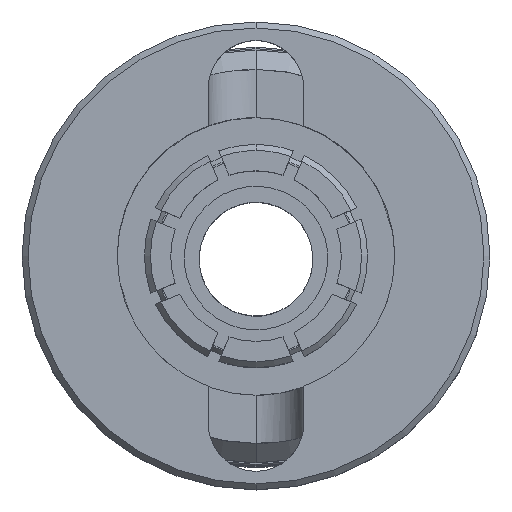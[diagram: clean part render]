
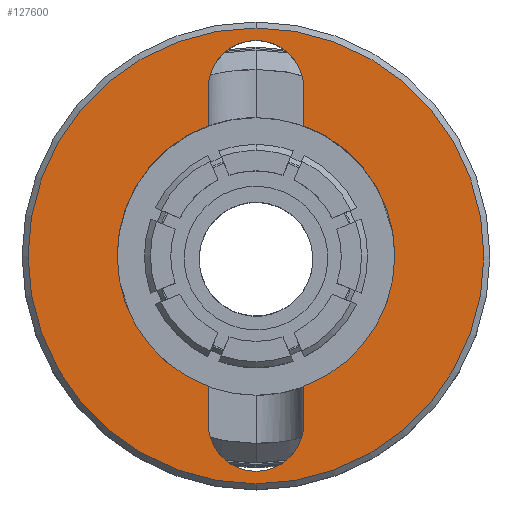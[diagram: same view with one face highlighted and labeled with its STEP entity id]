
A CAD part, top view. The second image highlights one B-rep face of the part: STEP entity #127600.
In plain terms, the highlighted planar face has unit normal (0, 0, 1).
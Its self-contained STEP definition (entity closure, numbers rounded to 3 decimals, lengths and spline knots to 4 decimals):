
#4006 = ORIENTED_EDGE ( 'NONE', *, *, #36753, .F. ) ;
#6751 = EDGE_CURVE ( 'NONE', #130328, #114822, #138987, .T. ) ;
#7544 = VECTOR ( 'NONE', #53573, 1000. ) ;
#8203 = ORIENTED_EDGE ( 'NONE', *, *, #150993, .F. ) ;
#11151 = CARTESIAN_POINT ( 'NONE',  ( -0.8, 2.1777, 20.45 ) ) ;
#12297 = LINE ( 'NONE', #143268, #7544 ) ;
#15471 = DIRECTION ( 'NONE',  ( 1., 0., 0. ) ) ;
#19236 = DIRECTION ( 'NONE',  ( 0., 0., -1. ) ) ;
#22226 = CARTESIAN_POINT ( 'NONE',  ( 0., 0., 20.45 ) ) ;
#23139 = DIRECTION ( 'NONE',  ( 0., -1., 0. ) ) ;
#23288 = CARTESIAN_POINT ( 'NONE',  ( 0.8, -2.8, 20.45 ) ) ;
#23474 = DIRECTION ( 'NONE',  ( 0., 0., -1. ) ) ;
#26134 = EDGE_CURVE ( 'NONE', #114822, #130328, #49182, .T. ) ;
#26446 = DIRECTION ( 'NONE',  ( 0., 0., 1. ) ) ;
#27409 = CARTESIAN_POINT ( 'NONE',  ( 0., 0., 20.45 ) ) ;
#30856 = DIRECTION ( 'NONE',  ( 0., 1., 0. ) ) ;
#30985 = ORIENTED_EDGE ( 'NONE', *, *, #81603, .F. ) ;
#31460 = CARTESIAN_POINT ( 'NONE',  ( 0., -3.81, 20.45 ) ) ;
#34307 = VERTEX_POINT ( 'NONE', #96108 ) ;
#34752 = VERTEX_POINT ( 'NONE', #148166 ) ;
#36729 = PLANE ( 'NONE',  #89658 ) ;
#36753 = EDGE_CURVE ( 'NONE', #107849, #34307, #12297, .T. ) ;
#36977 = EDGE_CURVE ( 'NONE', #40243, #53935, #99995, .T. ) ;
#37011 = EDGE_LOOP ( 'NONE', ( #85541, #157295, #30985, #8203, #163377, #48818, #153945, #4006 ) ) ;
#38736 = AXIS2_PLACEMENT_3D ( 'NONE', #131054, #26446, #77120 ) ;
#40243 = VERTEX_POINT ( 'NONE', #135952 ) ;
#40544 = CARTESIAN_POINT ( 'NONE',  ( 0.8, 2.1777, 20.45 ) ) ;
#48818 = ORIENTED_EDGE ( 'NONE', *, *, #36977, .F. ) ;
#49182 = CIRCLE ( 'NONE', #62447, 3.81 ) ;
#49800 = VERTEX_POINT ( 'NONE', #79726 ) ;
#50647 = DIRECTION ( 'NONE',  ( 0., 1., 0. ) ) ;
#53573 = DIRECTION ( 'NONE',  ( 0., 1., 0. ) ) ;
#53935 = VERTEX_POINT ( 'NONE', #11151 ) ;
#56110 = DIRECTION ( 'NONE',  ( 0., 0., 1. ) ) ;
#60675 = VECTOR ( 'NONE', #23139, 1000. ) ;
#62447 = AXIS2_PLACEMENT_3D ( 'NONE', #74105, #124793, #99855 ) ;
#65006 = EDGE_LOOP ( 'NONE', ( #107661, #94379 ) ) ;
#65622 = DIRECTION ( 'NONE',  ( 0., 0., 1. ) ) ;
#69256 = EDGE_CURVE ( 'NONE', #34307, #40243, #154581, .T. ) ;
#70385 = EDGE_CURVE ( 'NONE', #49800, #150779, #163637, .T. ) ;
#70803 = AXIS2_PLACEMENT_3D ( 'NONE', #118087, #19236, #30856 ) ;
#74105 = CARTESIAN_POINT ( 'NONE',  ( 0., 0., 20.45 ) ) ;
#77120 = DIRECTION ( 'NONE',  ( 1., 0., 0. ) ) ;
#77539 = CARTESIAN_POINT ( 'NONE',  ( 0., 3.81, 20.45 ) ) ;
#79726 = CARTESIAN_POINT ( 'NONE',  ( 0.8, -2.8, 20.45 ) ) ;
#80423 = CIRCLE ( 'NONE', #157388, 2.32 ) ;
#80700 = VECTOR ( 'NONE', #50647, 1000. ) ;
#80924 = CARTESIAN_POINT ( 'NONE',  ( -0.8, -2.8, 20.45 ) ) ;
#81603 = EDGE_CURVE ( 'NONE', #119857, #49800, #120968, .T. ) ;
#85541 = ORIENTED_EDGE ( 'NONE', *, *, #98566, .T. ) ;
#85893 = DIRECTION ( 'NONE',  ( 0., -1., 0. ) ) ;
#89658 = AXIS2_PLACEMENT_3D ( 'NONE', #136465, #23474, #124829 ) ;
#91332 = AXIS2_PLACEMENT_3D ( 'NONE', #27409, #65622, #127127 ) ;
#94379 = ORIENTED_EDGE ( 'NONE', *, *, #6751, .T. ) ;
#96108 = CARTESIAN_POINT ( 'NONE',  ( 0.8, 2.8, 20.45 ) ) ;
#98566 = EDGE_CURVE ( 'NONE', #107849, #150779, #80423, .T. ) ;
#99855 = DIRECTION ( 'NONE',  ( 0., 1., 0. ) ) ;
#99964 = CIRCLE ( 'NONE', #70803, 2.32 ) ;
#99995 = LINE ( 'NONE', #148186, #161433 ) ;
#103536 = CARTESIAN_POINT ( 'NONE',  ( 0., 2.8, 20.45 ) ) ;
#106960 = AXIS2_PLACEMENT_3D ( 'NONE', #103536, #56110, #15471 ) ;
#107661 = ORIENTED_EDGE ( 'NONE', *, *, #26134, .T. ) ;
#107849 = VERTEX_POINT ( 'NONE', #40544 ) ;
#111552 = FACE_OUTER_BOUND ( 'NONE', #65006, .T. ) ;
#113850 = CARTESIAN_POINT ( 'NONE',  ( 0.8, -2.1777, 20.45 ) ) ;
#114822 = VERTEX_POINT ( 'NONE', #77539 ) ;
#118087 = CARTESIAN_POINT ( 'NONE',  ( 0., 0., 20.45 ) ) ;
#119857 = VERTEX_POINT ( 'NONE', #80924 ) ;
#120968 = CIRCLE ( 'NONE', #38736, 0.8 ) ;
#122753 = DIRECTION ( 'NONE',  ( 0., 1., 0. ) ) ;
#123558 = DIRECTION ( 'NONE',  ( 0., 0., -1. ) ) ;
#124793 = DIRECTION ( 'NONE',  ( 0., 0., 1. ) ) ;
#124829 = DIRECTION ( 'NONE',  ( 0., 1., 0. ) ) ;
#125310 = CARTESIAN_POINT ( 'NONE',  ( -0.8, -2.8, 20.45 ) ) ;
#127127 = DIRECTION ( 'NONE',  ( 0., 1., 0. ) ) ;
#127600 = ADVANCED_FACE ( 'NONE', ( #111552, #139697 ), #36729, .F. ) ;
#130328 = VERTEX_POINT ( 'NONE', #31460 ) ;
#131054 = CARTESIAN_POINT ( 'NONE',  ( 0., -2.8, 20.45 ) ) ;
#135323 = LINE ( 'NONE', #125310, #60675 ) ;
#135952 = CARTESIAN_POINT ( 'NONE',  ( -0.8, 2.8, 20.45 ) ) ;
#136465 = CARTESIAN_POINT ( 'NONE',  ( 0., 0., 20.45 ) ) ;
#138987 = CIRCLE ( 'NONE', #91332, 3.81 ) ;
#139697 = FACE_BOUND ( 'NONE', #37011, .T. ) ;
#143268 = CARTESIAN_POINT ( 'NONE',  ( 0.8, -2.8, 20.45 ) ) ;
#148166 = CARTESIAN_POINT ( 'NONE',  ( -0.8, -2.1777, 20.45 ) ) ;
#148186 = CARTESIAN_POINT ( 'NONE',  ( -0.8, -2.8, 20.45 ) ) ;
#149320 = EDGE_CURVE ( 'NONE', #34752, #53935, #99964, .T. ) ;
#150779 = VERTEX_POINT ( 'NONE', #113850 ) ;
#150993 = EDGE_CURVE ( 'NONE', #34752, #119857, #135323, .T. ) ;
#153945 = ORIENTED_EDGE ( 'NONE', *, *, #69256, .F. ) ;
#154581 = CIRCLE ( 'NONE', #106960, 0.8 ) ;
#157295 = ORIENTED_EDGE ( 'NONE', *, *, #70385, .F. ) ;
#157388 = AXIS2_PLACEMENT_3D ( 'NONE', #22226, #123558, #122753 ) ;
#161433 = VECTOR ( 'NONE', #85893, 1000. ) ;
#163377 = ORIENTED_EDGE ( 'NONE', *, *, #149320, .T. ) ;
#163637 = LINE ( 'NONE', #23288, #80700 ) ;
